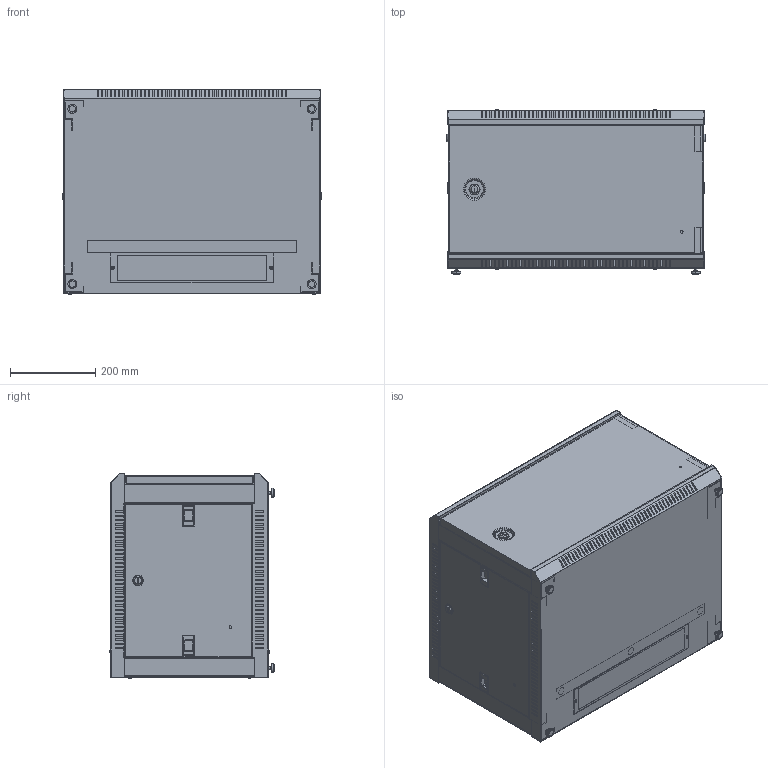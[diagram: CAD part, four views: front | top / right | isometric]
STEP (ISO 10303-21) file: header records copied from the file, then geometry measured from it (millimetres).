
FILE_DESCRIPTION (( 'STEP AP214' ), '1' );
FILE_NAME ('LWR3-06U64-GF ITK Øêàô LINEA W 6U 600x450 ìì äâåðü ñòåêëî, RAL7035.STEP', '2018-11-27T13:50:31', ( '' ), ( '' ), 'SwSTEP 2.0', 'SolidWorks 2014', '' );
FILE_SCHEMA (( 'AUTOMOTIVE_DESIGN' ));
Length unit declared in the file: millimetre
Products named in the file (1): LWR3-06U64-GF  ITK Øêàô LINEA W 6U 600x450 ìì äâåðü ñòåêëî, RAL7035
Bounding box: 604.6 x 387.41 x 480 mm (x, y, z)
Volume: 2590308.7 mm3; surface area: 3963075.4 mm2
Topology: 19 solids, 23 shells, 4413 faces, 12856 edges, 8520 vertices
Faces by surface type: plane 3366, cylinder 933, cone 52, torus 48, sphere 14
Entity records: 148372 total; most frequent: CARTESIAN_POINT 27058, ORIENTED_EDGE 25712, DIRECTION 23546, EDGE_CURVE 12856, LINE 10370, VECTOR 10370, VERTEX_POINT 8520, AXIS2_PLACEMENT_3D 6588
